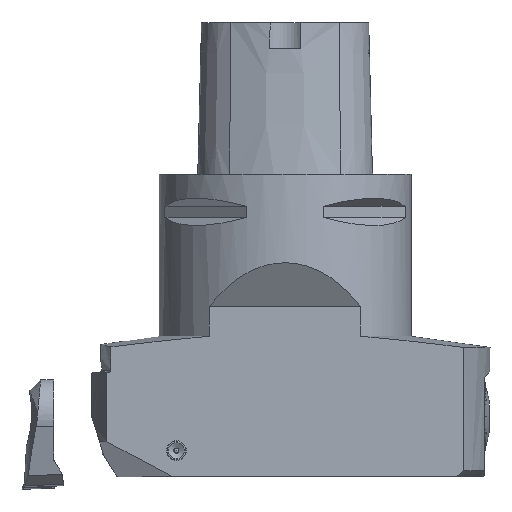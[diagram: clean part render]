
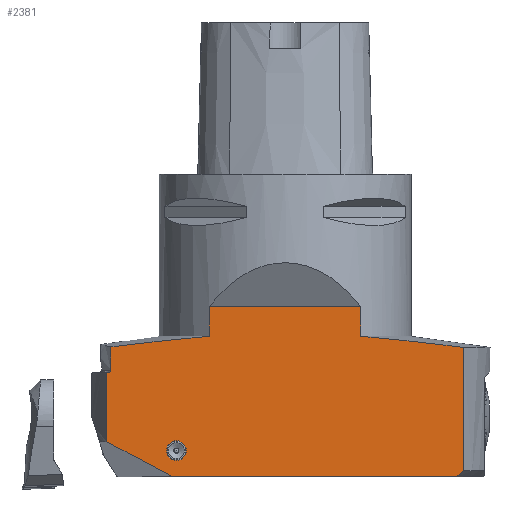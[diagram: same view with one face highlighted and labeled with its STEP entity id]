
A CAD part, front view. The second image highlights one B-rep face of the part: STEP entity #2381.
In plain terms, the highlighted planar face has unit normal (0, -1, 0).
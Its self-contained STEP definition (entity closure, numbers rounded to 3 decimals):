
#171=B_SPLINE_CURVE_WITH_KNOTS('',3,(#9724,#9725,#9726,#9727),
 .UNSPECIFIED.,.F.,.F.,(4,4),(0.,1.),.UNSPECIFIED.);
#172=B_SPLINE_CURVE_WITH_KNOTS('',3,(#9730,#9731,#9732,#9733),
 .UNSPECIFIED.,.F.,.F.,(4,4),(0.,1.),.UNSPECIFIED.);
#173=B_SPLINE_CURVE_WITH_KNOTS('',3,(#9737,#9738,#9739,#9740,#9741,#9742,
#9743,#9744,#9745,#9746,#9747,#9748,#9749,#9750,#9751,#9752),
 .UNSPECIFIED.,.F.,.F.,(4,3,3,3,3,4),(0.,0.21,0.419,
0.63,0.846,1.),.UNSPECIFIED.);
#174=B_SPLINE_CURVE_WITH_KNOTS('',3,(#9762,#9763,#9764,#9765),
 .UNSPECIFIED.,.F.,.F.,(4,4),(0.,1.),.UNSPECIFIED.);
#294=LINE('',#9666,#1002);
#295=LINE('',#9670,#1003);
#305=LINE('',#9713,#1013);
#308=LINE('',#9720,#1016);
#309=LINE('',#9729,#1017);
#310=LINE('',#9735,#1018);
#311=LINE('',#9754,#1019);
#312=LINE('',#9756,#1020);
#313=LINE('',#9758,#1021);
#314=LINE('',#9760,#1022);
#315=LINE('',#9767,#1023);
#1002=VECTOR('',#7796,1.);
#1003=VECTOR('',#7801,1.);
#1013=VECTOR('',#7835,1.);
#1016=VECTOR('',#7840,1.);
#1017=VECTOR('',#7845,1.);
#1018=VECTOR('',#7846,1.);
#1019=VECTOR('',#7847,1.);
#1020=VECTOR('',#7848,1.);
#1021=VECTOR('',#7849,1.);
#1022=VECTOR('',#7850,1.);
#1023=VECTOR('',#7851,1.);
#1741=PLANE('',#7221);
#2381=ADVANCED_FACE('',(#2795,#2796),#1741,.F.);
#2795=FACE_BOUND('',#2904,.T.);
#2796=FACE_BOUND('',#2905,.T.);
#2904=EDGE_LOOP('',(#3361,#3362,#3363,#3364,#3365,#3366,#3367,#3368,#3369,
#3370,#3371,#3372,#3373,#3374,#3375));
#2905=EDGE_LOOP('',(#3376));
#3361=ORIENTED_EDGE('',*,*,#5989,.T.);
#3362=ORIENTED_EDGE('',*,*,#5962,.F.);
#3363=ORIENTED_EDGE('',*,*,#5983,.T.);
#3364=ORIENTED_EDGE('',*,*,#5990,.F.);
#3365=ORIENTED_EDGE('',*,*,#5987,.T.);
#3366=ORIENTED_EDGE('',*,*,#5960,.F.);
#3367=ORIENTED_EDGE('',*,*,#5991,.T.);
#3368=ORIENTED_EDGE('',*,*,#5992,.T.);
#3369=ORIENTED_EDGE('',*,*,#5993,.T.);
#3370=ORIENTED_EDGE('',*,*,#5994,.T.);
#3371=ORIENTED_EDGE('',*,*,#5995,.F.);
#3372=ORIENTED_EDGE('',*,*,#5996,.F.);
#3373=ORIENTED_EDGE('',*,*,#5997,.T.);
#3374=ORIENTED_EDGE('',*,*,#5998,.F.);
#3375=ORIENTED_EDGE('',*,*,#5999,.F.);
#3376=ORIENTED_EDGE('',*,*,#6000,.T.);
#5292=VERTEX_POINT('',#9665);
#5293=VERTEX_POINT('',#9667);
#5294=VERTEX_POINT('',#9671);
#5295=VERTEX_POINT('',#9672);
#5315=VERTEX_POINT('',#9714);
#5318=VERTEX_POINT('',#9721);
#5319=VERTEX_POINT('',#9728);
#5320=VERTEX_POINT('',#9734);
#5321=VERTEX_POINT('',#9736);
#5322=VERTEX_POINT('',#9753);
#5323=VERTEX_POINT('',#9755);
#5324=VERTEX_POINT('',#9757);
#5325=VERTEX_POINT('',#9759);
#5326=VERTEX_POINT('',#9761);
#5327=VERTEX_POINT('',#9766);
#5328=VERTEX_POINT('',#9769);
#5960=EDGE_CURVE('',#5292,#5293,#294,.T.);
#5962=EDGE_CURVE('',#5294,#5295,#295,.T.);
#5983=EDGE_CURVE('',#5294,#5315,#305,.T.);
#5987=EDGE_CURVE('',#5318,#5293,#308,.T.);
#5989=EDGE_CURVE('',#5319,#5295,#171,.T.);
#5990=EDGE_CURVE('',#5318,#5315,#309,.T.);
#5991=EDGE_CURVE('',#5292,#5320,#172,.T.);
#5992=EDGE_CURVE('',#5320,#5321,#310,.T.);
#5993=EDGE_CURVE('',#5321,#5322,#173,.T.);
#5994=EDGE_CURVE('',#5322,#5323,#311,.T.);
#5995=EDGE_CURVE('',#5324,#5323,#312,.T.);
#5996=EDGE_CURVE('',#5325,#5324,#313,.T.);
#5997=EDGE_CURVE('',#5325,#5326,#314,.T.);
#5998=EDGE_CURVE('',#5327,#5326,#174,.T.);
#5999=EDGE_CURVE('',#5319,#5327,#315,.T.);
#6000=EDGE_CURVE('',#5328,#5328,#6945,.T.);
#6945=CIRCLE('',#7220,3.125);
#7220=AXIS2_PLACEMENT_3D('',#9768,#7852,#7853);
#7221=AXIS2_PLACEMENT_3D('',#9770,#7854,#7855);
#7796=DIRECTION('',(-1.,0.,0.));
#7801=DIRECTION('',(-1.,0.,0.));
#7835=DIRECTION('',(0.,0.,1.));
#7840=DIRECTION('',(0.,0.,-1.));
#7845=DIRECTION('',(1.,0.,0.));
#7846=DIRECTION('',(0.,0.,-1.));
#7847=DIRECTION('',(-1.,0.,0.));
#7848=DIRECTION('',(0.,0.,1.));
#7849=DIRECTION('',(-0.883,0.,0.469));
#7850=DIRECTION('',(1.,0.,0.));
#7851=DIRECTION('',(0.,0.,-1.));
#7852=DIRECTION('',(0.,1.,0.));
#7853=DIRECTION('',(0.,0.,-1.));
#7854=DIRECTION('',(0.,1.,0.));
#7855=DIRECTION('',(0.,0.,1.));
#9665=CARTESIAN_POINT('',(-23.987,-32.,-51.487));
#9666=CARTESIAN_POINT('',(-49.991,-32.,-51.487));
#9667=CARTESIAN_POINT('',(-24.,-32.,-51.487));
#9670=CARTESIAN_POINT('',(0.,-32.,-51.487));
#9671=CARTESIAN_POINT('',(24.,-32.,-51.487));
#9672=CARTESIAN_POINT('',(23.987,-32.,-51.487));
#9713=CARTESIAN_POINT('',(24.,-32.,0.));
#9714=CARTESIAN_POINT('',(24.,-32.,-42.));
#9720=CARTESIAN_POINT('',(-24.,-32.,0.));
#9721=CARTESIAN_POINT('',(-24.,-32.,-42.));
#9724=CARTESIAN_POINT('',(56.566,-32.,-55.));
#9725=CARTESIAN_POINT('',(45.723,-32.,-53.674));
#9726=CARTESIAN_POINT('',(34.874,-32.,-52.405));
#9727=CARTESIAN_POINT('',(23.987,-32.,-51.487));
#9728=CARTESIAN_POINT('',(56.566,-32.,-55.));
#9729=CARTESIAN_POINT('',(-49.991,-32.,-42.));
#9730=CARTESIAN_POINT('',(-23.987,-32.,-51.487));
#9731=CARTESIAN_POINT('',(-34.436,-32.,-52.368));
#9732=CARTESIAN_POINT('',(-44.849,-32.,-53.575));
#9733=CARTESIAN_POINT('',(-55.257,-32.,-54.84));
#9734=CARTESIAN_POINT('',(-55.257,-32.,-54.84));
#9735=CARTESIAN_POINT('',(-55.257,-32.,-53.));
#9736=CARTESIAN_POINT('',(-55.257,-32.,-62.2));
#9737=CARTESIAN_POINT('',(-55.257,-32.,-62.2));
#9738=CARTESIAN_POINT('',(-55.257,-32.,-62.288));
#9739=CARTESIAN_POINT('',(-55.272,-32.,-62.378));
#9740=CARTESIAN_POINT('',(-55.301,-32.,-62.461));
#9741=CARTESIAN_POINT('',(-55.33,-32.,-62.544));
#9742=CARTESIAN_POINT('',(-55.374,-32.,-62.623));
#9743=CARTESIAN_POINT('',(-55.429,-32.,-62.692));
#9744=CARTESIAN_POINT('',(-55.485,-32.,-62.762));
#9745=CARTESIAN_POINT('',(-55.553,-32.,-62.823));
#9746=CARTESIAN_POINT('',(-55.628,-32.,-62.871));
#9747=CARTESIAN_POINT('',(-55.704,-32.,-62.919));
#9748=CARTESIAN_POINT('',(-55.79,-32.,-62.956));
#9749=CARTESIAN_POINT('',(-55.878,-32.,-62.977));
#9750=CARTESIAN_POINT('',(-55.942,-32.,-62.992));
#9751=CARTESIAN_POINT('',(-56.008,-32.,-63.));
#9752=CARTESIAN_POINT('',(-56.073,-32.,-63.));
#9753=CARTESIAN_POINT('',(-56.073,-32.,-63.));
#9754=CARTESIAN_POINT('',(-64.99,-32.,-63.));
#9755=CARTESIAN_POINT('',(-56.575,-32.005,-63.));
#9756=CARTESIAN_POINT('',(-56.577,-32.,-84.922));
#9757=CARTESIAN_POINT('',(-56.566,-32.,-84.922));
#9758=CARTESIAN_POINT('',(-58.541,-32.,-83.872));
#9759=CARTESIAN_POINT('',(-35.731,-32.,-96.));
#9760=CARTESIAN_POINT('',(-64.99,-32.,-96.));
#9761=CARTESIAN_POINT('',(54.488,-32.,-96.));
#9762=CARTESIAN_POINT('',(56.571,-32.,-94.206));
#9763=CARTESIAN_POINT('',(55.88,-32.,-94.807));
#9764=CARTESIAN_POINT('',(55.187,-32.,-95.407));
#9765=CARTESIAN_POINT('',(54.493,-32.,-96.006));
#9766=CARTESIAN_POINT('',(56.566,-32.,-94.2));
#9767=CARTESIAN_POINT('',(56.577,-32.,-55.));
#9768=CARTESIAN_POINT('',(-34.506,-32.,-87.75));
#9769=CARTESIAN_POINT('',(-34.506,-32.,-90.875));
#9770=CARTESIAN_POINT('',(-49.991,-32.,-96.));
